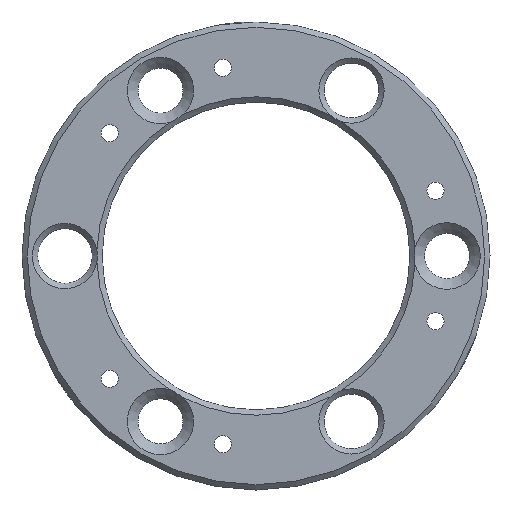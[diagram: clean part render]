
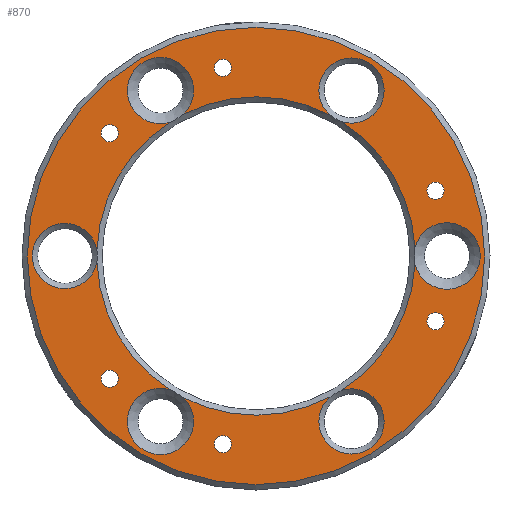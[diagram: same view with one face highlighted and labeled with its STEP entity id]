
A CAD part, front view. The second image highlights one B-rep face of the part: STEP entity #870.
In plain terms, the highlighted planar face has unit normal (0, -1, 0).
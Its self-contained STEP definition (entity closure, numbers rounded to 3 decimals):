
#16=PLANE('',#1005);
#30=FACE_BOUND('',#170,.T.);
#31=FACE_BOUND('',#171,.T.);
#32=FACE_BOUND('',#172,.T.);
#33=FACE_BOUND('',#173,.T.);
#34=FACE_BOUND('',#174,.T.);
#35=FACE_BOUND('',#175,.T.);
#36=FACE_BOUND('',#176,.T.);
#115=FACE_OUTER_BOUND('',#169,.T.);
#169=EDGE_LOOP('',(#780));
#170=EDGE_LOOP('',(#781));
#171=EDGE_LOOP('',(#782));
#172=EDGE_LOOP('',(#783));
#173=EDGE_LOOP('',(#784));
#174=EDGE_LOOP('',(#785));
#175=EDGE_LOOP('',(#786));
#176=EDGE_LOOP('',(#787,#788,#789,#790,#791,#792,#793,#794,#795,#796,#797,
#798,#799,#800,#801,#802,#803));
#258=CIRCLE('',#899,1.621);
#261=CIRCLE('',#904,1.621);
#264=CIRCLE('',#909,1.621);
#267=CIRCLE('',#914,1.621);
#270=CIRCLE('',#919,1.621);
#273=CIRCLE('',#924,1.621);
#292=CIRCLE('',#954,6.25);
#293=CIRCLE('',#955,6.25);
#294=CIRCLE('',#957,30.);
#296=CIRCLE('',#959,30.);
#297=CIRCLE('',#960,30.);
#298=CIRCLE('',#961,30.);
#299=CIRCLE('',#962,30.);
#300=CIRCLE('',#963,30.);
#301=CIRCLE('',#965,6.25);
#302=CIRCLE('',#966,6.25);
#303=CIRCLE('',#968,6.25);
#308=CIRCLE('',#976,6.15);
#309=CIRCLE('',#977,6.15);
#310=CIRCLE('',#979,6.15);
#312=CIRCLE('',#981,6.15);
#316=CIRCLE('',#988,6.15);
#318=CIRCLE('',#990,6.15);
#327=CIRCLE('',#1006,43.1);
#330=VERTEX_POINT('',#1283);
#333=VERTEX_POINT('',#1293);
#336=VERTEX_POINT('',#1303);
#339=VERTEX_POINT('',#1313);
#342=VERTEX_POINT('',#1323);
#345=VERTEX_POINT('',#1333);
#375=VERTEX_POINT('',#1672);
#376=VERTEX_POINT('',#1673);
#377=VERTEX_POINT('',#1680);
#378=VERTEX_POINT('',#1685);
#381=VERTEX_POINT('',#1695);
#382=VERTEX_POINT('',#1700);
#383=VERTEX_POINT('',#1702);
#384=VERTEX_POINT('',#1709);
#385=VERTEX_POINT('',#1711);
#386=VERTEX_POINT('',#1718);
#388=VERTEX_POINT('',#1725);
#389=VERTEX_POINT('',#1730);
#390=VERTEX_POINT('',#1732);
#391=VERTEX_POINT('',#1741);
#395=VERTEX_POINT('',#1760);
#396=VERTEX_POINT('',#1765);
#400=VERTEX_POINT('',#1781);
#409=VERTEX_POINT('',#1814);
#414=EDGE_CURVE('',#330,#330,#258,.T.);
#419=EDGE_CURVE('',#333,#333,#261,.T.);
#424=EDGE_CURVE('',#336,#336,#264,.T.);
#429=EDGE_CURVE('',#339,#339,#267,.T.);
#434=EDGE_CURVE('',#342,#342,#270,.T.);
#439=EDGE_CURVE('',#345,#345,#273,.T.);
#483=EDGE_CURVE('',#376,#377,#292,.T.);
#485=EDGE_CURVE('',#377,#375,#293,.T.);
#486=EDGE_CURVE('',#375,#378,#294,.T.);
#491=EDGE_CURVE('',#381,#382,#296,.T.);
#493=EDGE_CURVE('',#383,#384,#297,.T.);
#495=EDGE_CURVE('',#385,#386,#298,.T.);
#498=EDGE_CURVE('',#388,#389,#299,.T.);
#500=EDGE_CURVE('',#390,#376,#300,.T.);
#501=EDGE_CURVE('',#382,#391,#301,.T.);
#503=EDGE_CURVE('',#391,#383,#302,.T.);
#505=EDGE_CURVE('',#386,#388,#303,.T.);
#512=EDGE_CURVE('',#389,#395,#308,.T.);
#514=EDGE_CURVE('',#395,#390,#309,.T.);
#515=EDGE_CURVE('',#384,#396,#310,.T.);
#518=EDGE_CURVE('',#396,#385,#312,.T.);
#524=EDGE_CURVE('',#378,#400,#316,.T.);
#527=EDGE_CURVE('',#400,#381,#318,.T.);
#541=EDGE_CURVE('',#409,#409,#327,.T.);
#780=ORIENTED_EDGE('',*,*,#541,.F.);
#781=ORIENTED_EDGE('',*,*,#414,.T.);
#782=ORIENTED_EDGE('',*,*,#419,.T.);
#783=ORIENTED_EDGE('',*,*,#424,.T.);
#784=ORIENTED_EDGE('',*,*,#429,.T.);
#785=ORIENTED_EDGE('',*,*,#434,.T.);
#786=ORIENTED_EDGE('',*,*,#439,.T.);
#787=ORIENTED_EDGE('',*,*,#483,.F.);
#788=ORIENTED_EDGE('',*,*,#500,.F.);
#789=ORIENTED_EDGE('',*,*,#514,.F.);
#790=ORIENTED_EDGE('',*,*,#512,.F.);
#791=ORIENTED_EDGE('',*,*,#498,.F.);
#792=ORIENTED_EDGE('',*,*,#505,.F.);
#793=ORIENTED_EDGE('',*,*,#495,.F.);
#794=ORIENTED_EDGE('',*,*,#518,.F.);
#795=ORIENTED_EDGE('',*,*,#515,.F.);
#796=ORIENTED_EDGE('',*,*,#493,.F.);
#797=ORIENTED_EDGE('',*,*,#503,.F.);
#798=ORIENTED_EDGE('',*,*,#501,.F.);
#799=ORIENTED_EDGE('',*,*,#491,.F.);
#800=ORIENTED_EDGE('',*,*,#527,.F.);
#801=ORIENTED_EDGE('',*,*,#524,.F.);
#802=ORIENTED_EDGE('',*,*,#486,.F.);
#803=ORIENTED_EDGE('',*,*,#485,.F.);
#870=ADVANCED_FACE('',(#115,#30,#31,#32,#33,#34,#35,#36),#16,.F.);
#899=AXIS2_PLACEMENT_3D('',#1285,#1020,#1021);
#904=AXIS2_PLACEMENT_3D('',#1295,#1032,#1033);
#909=AXIS2_PLACEMENT_3D('',#1305,#1044,#1045);
#914=AXIS2_PLACEMENT_3D('',#1315,#1056,#1057);
#919=AXIS2_PLACEMENT_3D('',#1325,#1068,#1069);
#924=AXIS2_PLACEMENT_3D('',#1335,#1080,#1081);
#954=AXIS2_PLACEMENT_3D('',#1681,#1150,#1151);
#955=AXIS2_PLACEMENT_3D('',#1683,#1153,#1154);
#957=AXIS2_PLACEMENT_3D('',#1686,#1157,#1158);
#959=AXIS2_PLACEMENT_3D('',#1701,#1162,#1163);
#960=AXIS2_PLACEMENT_3D('',#1710,#1164,#1165);
#961=AXIS2_PLACEMENT_3D('',#1719,#1166,#1167);
#962=AXIS2_PLACEMENT_3D('',#1731,#1168,#1169);
#963=AXIS2_PLACEMENT_3D('',#1739,#1170,#1171);
#965=AXIS2_PLACEMENT_3D('',#1742,#1174,#1175);
#966=AXIS2_PLACEMENT_3D('',#1744,#1177,#1178);
#968=AXIS2_PLACEMENT_3D('',#1747,#1182,#1183);
#976=AXIS2_PLACEMENT_3D('',#1761,#1200,#1201);
#977=AXIS2_PLACEMENT_3D('',#1763,#1203,#1204);
#979=AXIS2_PLACEMENT_3D('',#1766,#1207,#1208);
#981=AXIS2_PLACEMENT_3D('',#1770,#1212,#1213);
#988=AXIS2_PLACEMENT_3D('',#1782,#1228,#1229);
#990=AXIS2_PLACEMENT_3D('',#1786,#1233,#1234);
#1005=AXIS2_PLACEMENT_3D('',#1813,#1268,#1269);
#1006=AXIS2_PLACEMENT_3D('',#1815,#1270,#1271);
#1020=DIRECTION('center_axis',(0.,1.,0.));
#1021=DIRECTION('ref_axis',(-1.,0.,0.));
#1032=DIRECTION('center_axis',(0.,1.,0.));
#1033=DIRECTION('ref_axis',(-1.,0.,0.));
#1044=DIRECTION('center_axis',(0.,1.,0.));
#1045=DIRECTION('ref_axis',(-1.,0.,0.));
#1056=DIRECTION('center_axis',(0.,1.,0.));
#1057=DIRECTION('ref_axis',(-1.,0.,0.));
#1068=DIRECTION('center_axis',(0.,1.,0.));
#1069=DIRECTION('ref_axis',(-1.,0.,0.));
#1080=DIRECTION('center_axis',(0.,1.,0.));
#1081=DIRECTION('ref_axis',(-1.,0.,0.));
#1150=DIRECTION('center_axis',(0.,-1.,0.));
#1151=DIRECTION('ref_axis',(1.,0.,0.));
#1153=DIRECTION('center_axis',(0.,-1.,0.));
#1154=DIRECTION('ref_axis',(1.,0.,0.));
#1157=DIRECTION('center_axis',(0.,-1.,0.));
#1158=DIRECTION('ref_axis',(1.,0.,0.));
#1162=DIRECTION('center_axis',(0.,-1.,0.));
#1163=DIRECTION('ref_axis',(1.,0.,0.));
#1164=DIRECTION('center_axis',(0.,-1.,0.));
#1165=DIRECTION('ref_axis',(1.,0.,0.));
#1166=DIRECTION('center_axis',(0.,-1.,0.));
#1167=DIRECTION('ref_axis',(1.,0.,0.));
#1168=DIRECTION('center_axis',(0.,-1.,0.));
#1169=DIRECTION('ref_axis',(1.,0.,0.));
#1170=DIRECTION('center_axis',(0.,-1.,0.));
#1171=DIRECTION('ref_axis',(1.,0.,0.));
#1174=DIRECTION('center_axis',(0.,-1.,0.));
#1175=DIRECTION('ref_axis',(1.,0.,0.));
#1177=DIRECTION('center_axis',(0.,-1.,0.));
#1178=DIRECTION('ref_axis',(1.,0.,0.));
#1182=DIRECTION('center_axis',(0.,-1.,0.));
#1183=DIRECTION('ref_axis',(1.,0.,0.));
#1200=DIRECTION('center_axis',(0.,-1.,0.));
#1201=DIRECTION('ref_axis',(1.,0.,0.));
#1203=DIRECTION('center_axis',(0.,-1.,0.));
#1204=DIRECTION('ref_axis',(1.,0.,0.));
#1207=DIRECTION('center_axis',(0.,-1.,0.));
#1208=DIRECTION('ref_axis',(1.,0.,0.));
#1212=DIRECTION('center_axis',(0.,-1.,0.));
#1213=DIRECTION('ref_axis',(1.,0.,0.));
#1228=DIRECTION('center_axis',(0.,-1.,0.));
#1229=DIRECTION('ref_axis',(1.,0.,0.));
#1233=DIRECTION('center_axis',(0.,-1.,0.));
#1234=DIRECTION('ref_axis',(1.,0.,0.));
#1268=DIRECTION('center_axis',(0.,1.,0.));
#1269=DIRECTION('ref_axis',(0.,0.,1.));
#1270=DIRECTION('center_axis',(0.,1.,0.));
#1271=DIRECTION('ref_axis',(1.,0.,0.));
#1283=CARTESIAN_POINT('',(35.45,-11.,-12.313));
#1285=CARTESIAN_POINT('Origin',(33.829,-11.,-12.313));
#1293=CARTESIAN_POINT('',(35.45,-11.,12.313));
#1295=CARTESIAN_POINT('Origin',(33.829,-11.,12.313));
#1303=CARTESIAN_POINT('',(-4.63,-11.,35.453));
#1305=CARTESIAN_POINT('Origin',(-6.251,-11.,35.453));
#1313=CARTESIAN_POINT('',(-25.957,-11.,23.14));
#1315=CARTESIAN_POINT('Origin',(-27.578,-11.,23.14));
#1323=CARTESIAN_POINT('',(-25.957,-11.,-23.14));
#1325=CARTESIAN_POINT('Origin',(-27.578,-11.,-23.14));
#1333=CARTESIAN_POINT('',(-4.63,-11.,-35.453));
#1335=CARTESIAN_POINT('Origin',(-6.251,-11.,-35.453));
#1672=CARTESIAN_POINT('',(-16.362,-11.,25.145));
#1673=CARTESIAN_POINT('',(-13.596,-11.,26.742));
#1680=CARTESIAN_POINT('',(-24.25,-11.,31.177));
#1681=CARTESIAN_POINT('Origin',(-18.,-11.,31.177));
#1683=CARTESIAN_POINT('Origin',(-18.,-11.,31.177));
#1685=CARTESIAN_POINT('',(-29.975,-11.,1.232));
#1686=CARTESIAN_POINT('Origin',(0.,-11.,0.));
#1695=CARTESIAN_POINT('',(-29.975,-11.,-1.232));
#1700=CARTESIAN_POINT('',(-16.362,-11.,-25.145));
#1701=CARTESIAN_POINT('Origin',(0.,-11.,0.));
#1702=CARTESIAN_POINT('',(-13.596,-11.,-26.742));
#1709=CARTESIAN_POINT('',(13.92,-11.,-26.575));
#1710=CARTESIAN_POINT('Origin',(0.,-11.,0.));
#1711=CARTESIAN_POINT('',(16.054,-11.,-25.343));
#1718=CARTESIAN_POINT('',(29.957,-11.,-1.597));
#1719=CARTESIAN_POINT('Origin',(0.,-11.,0.));
#1725=CARTESIAN_POINT('',(29.957,-11.,1.597));
#1730=CARTESIAN_POINT('',(16.054,-11.,25.343));
#1731=CARTESIAN_POINT('Origin',(0.,-11.,0.));
#1732=CARTESIAN_POINT('',(13.92,-11.,26.575));
#1739=CARTESIAN_POINT('Origin',(0.,-11.,0.));
#1741=CARTESIAN_POINT('',(-24.25,-11.,-31.177));
#1742=CARTESIAN_POINT('Origin',(-18.,-11.,-31.177));
#1744=CARTESIAN_POINT('Origin',(-18.,-11.,-31.177));
#1747=CARTESIAN_POINT('Origin',(36.,-11.,0.));
#1760=CARTESIAN_POINT('',(11.85,-11.,31.177));
#1761=CARTESIAN_POINT('Origin',(18.,-11.,31.177));
#1763=CARTESIAN_POINT('Origin',(18.,-11.,31.177));
#1765=CARTESIAN_POINT('',(11.85,-11.,-31.177));
#1766=CARTESIAN_POINT('Origin',(18.,-11.,-31.177));
#1770=CARTESIAN_POINT('Origin',(18.,-11.,-31.177));
#1781=CARTESIAN_POINT('',(-42.15,-11.,0.));
#1782=CARTESIAN_POINT('Origin',(-36.,-11.,0.));
#1786=CARTESIAN_POINT('Origin',(-36.,-11.,0.));
#1813=CARTESIAN_POINT('Origin',(0.,-11.,0.));
#1814=CARTESIAN_POINT('',(-43.1,-11.,0.));
#1815=CARTESIAN_POINT('Origin',(0.,-11.,0.));
